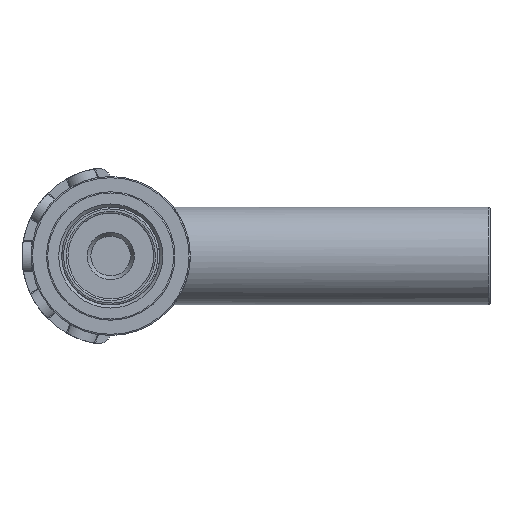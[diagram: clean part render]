
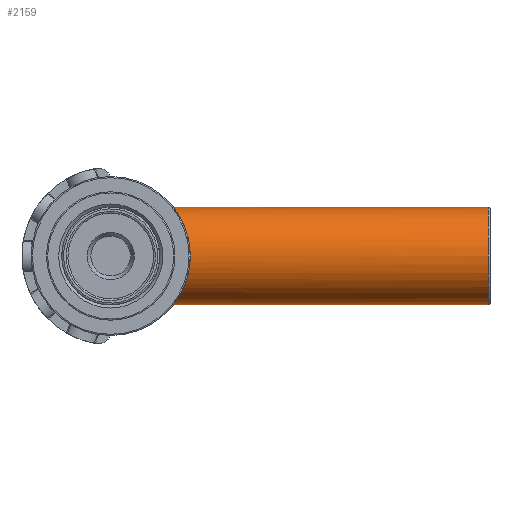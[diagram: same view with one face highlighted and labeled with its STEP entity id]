
A CAD part, front view. The second image highlights one B-rep face of the part: STEP entity #2159.
In plain terms, the highlighted cylindrical face has radius 8 mm (diameter 16 mm), a full revolution.
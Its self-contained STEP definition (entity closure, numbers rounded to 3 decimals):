
#33=B_SPLINE_CURVE_WITH_KNOTS('',3,(#3499,#3500,#3501,#3502,#3503,#3504,
#3505,#3506,#3507,#3508,#3509,#3510,#3511,#3512,#3513,#3514,#3515,#3516,
#3517),.UNSPECIFIED.,.F.,.F.,(4,2,2,2,3,2,2,2,4),(3.738,4.049,
4.359,4.672,4.984,5.297,5.61,
5.92,6.23),.UNSPECIFIED.);
#34=B_SPLINE_CURVE_WITH_KNOTS('',3,(#3519,#3520,#3521,#3522,#3523,#3524,
#3525,#3526,#3527,#3528),.UNSPECIFIED.,.F.,.F.,(4,2,2,2,4),(6.23,
6.541,6.851,7.164,7.476),
 .UNSPECIFIED.);
#35=B_SPLINE_CURVE_WITH_KNOTS('',3,(#3534,#3535,#3536,#3537,#3538,#3539,
#3540,#3541,#3542,#3543),.UNSPECIFIED.,.F.,.F.,(4,2,2,2,4),(7.476,
7.789,8.102,8.412,8.722),
 .UNSPECIFIED.);
#150=FACE_OUTER_BOUND('',#273,.T.);
#273=EDGE_LOOP('',(#1388,#1389,#1390,#1391,#1392,#1393,#1394));
#394=LINE('',#3530,#474);
#474=VECTOR('',#2731,8.);
#592=CIRCLE('',#2342,8.);
#593=CIRCLE('',#2343,8.);
#791=VERTEX_POINT('',#3497);
#792=VERTEX_POINT('',#3498);
#793=VERTEX_POINT('',#3518);
#794=VERTEX_POINT('',#3529);
#795=VERTEX_POINT('',#3531);
#1024=EDGE_CURVE('',#791,#792,#33,.T.);
#1025=EDGE_CURVE('',#792,#793,#34,.T.);
#1026=EDGE_CURVE('',#793,#794,#394,.T.);
#1027=EDGE_CURVE('',#794,#795,#592,.T.);
#1028=EDGE_CURVE('',#795,#794,#593,.T.);
#1029=EDGE_CURVE('',#793,#791,#35,.T.);
#1388=ORIENTED_EDGE('',*,*,#1024,.T.);
#1389=ORIENTED_EDGE('',*,*,#1025,.T.);
#1390=ORIENTED_EDGE('',*,*,#1026,.T.);
#1391=ORIENTED_EDGE('',*,*,#1027,.T.);
#1392=ORIENTED_EDGE('',*,*,#1028,.T.);
#1393=ORIENTED_EDGE('',*,*,#1026,.F.);
#1394=ORIENTED_EDGE('',*,*,#1029,.T.);
#1970=CYLINDRICAL_SURFACE('',#2341,8.);
#2159=ADVANCED_FACE('',(#150),#1970,.T.);
#2341=AXIS2_PLACEMENT_3D('',#3496,#2729,#2730);
#2342=AXIS2_PLACEMENT_3D('',#3532,#2732,#2733);
#2343=AXIS2_PLACEMENT_3D('',#3533,#2734,#2735);
#2729=DIRECTION('center_axis',(-1.,0.,0.));
#2730=DIRECTION('ref_axis',(0.,0.,-1.));
#2731=DIRECTION('',(1.,0.,0.));
#2732=DIRECTION('center_axis',(-1.,0.,0.));
#2733=DIRECTION('ref_axis',(0.,0.,-1.));
#2734=DIRECTION('center_axis',(-1.,0.,0.));
#2735=DIRECTION('ref_axis',(0.,0.,-1.));
#3496=CARTESIAN_POINT('Origin',(12.977,-0.449,30.));
#3497=CARTESIAN_POINT('',(17.977,-8.449,30.));
#3498=CARTESIAN_POINT('',(17.977,7.551,30.));
#3499=CARTESIAN_POINT('Ctrl Pts',(17.977,-8.449,30.));
#3500=CARTESIAN_POINT('Ctrl Pts',(17.977,-8.449,28.965));
#3501=CARTESIAN_POINT('Ctrl Pts',(17.843,-8.236,27.881));
#3502=CARTESIAN_POINT('Ctrl Pts',(17.361,-7.41,25.916));
#3503=CARTESIAN_POINT('Ctrl Pts',(17.017,-6.798,25.035));
#3504=CARTESIAN_POINT('Ctrl Pts',(16.345,-5.408,23.646));
#3505=CARTESIAN_POINT('Ctrl Pts',(15.967,-4.529,23.037));
#3506=CARTESIAN_POINT('Ctrl Pts',(15.4,-2.572,22.214));
#3507=CARTESIAN_POINT('Ctrl Pts',(15.224,-1.491,22.));
#3508=CARTESIAN_POINT('Ctrl Pts',(15.224,-0.449,22.));
#3509=CARTESIAN_POINT('Ctrl Pts',(15.224,0.593,22.));
#3510=CARTESIAN_POINT('Ctrl Pts',(15.4,1.674,22.214));
#3511=CARTESIAN_POINT('Ctrl Pts',(15.967,3.631,23.037));
#3512=CARTESIAN_POINT('Ctrl Pts',(16.345,4.511,23.646));
#3513=CARTESIAN_POINT('Ctrl Pts',(17.017,5.9,25.035));
#3514=CARTESIAN_POINT('Ctrl Pts',(17.361,6.512,25.916));
#3515=CARTESIAN_POINT('Ctrl Pts',(17.843,7.338,27.881));
#3516=CARTESIAN_POINT('Ctrl Pts',(17.977,7.551,28.965));
#3517=CARTESIAN_POINT('Ctrl Pts',(17.977,7.551,30.));
#3518=CARTESIAN_POINT('',(15.224,-0.449,38.));
#3519=CARTESIAN_POINT('Ctrl Pts',(17.977,7.551,30.));
#3520=CARTESIAN_POINT('Ctrl Pts',(17.977,7.551,31.035));
#3521=CARTESIAN_POINT('Ctrl Pts',(17.843,7.338,32.119));
#3522=CARTESIAN_POINT('Ctrl Pts',(17.361,6.512,34.084));
#3523=CARTESIAN_POINT('Ctrl Pts',(17.017,5.9,34.965));
#3524=CARTESIAN_POINT('Ctrl Pts',(16.345,4.511,36.354));
#3525=CARTESIAN_POINT('Ctrl Pts',(15.967,3.631,36.963));
#3526=CARTESIAN_POINT('Ctrl Pts',(15.4,1.674,37.786));
#3527=CARTESIAN_POINT('Ctrl Pts',(15.224,0.593,38.));
#3528=CARTESIAN_POINT('Ctrl Pts',(15.224,-0.449,38.));
#3529=CARTESIAN_POINT('',(66.677,-0.449,38.));
#3530=CARTESIAN_POINT('',(12.977,-0.449,38.));
#3531=CARTESIAN_POINT('',(66.677,-0.449,22.));
#3532=CARTESIAN_POINT('Origin',(66.677,-0.449,30.));
#3533=CARTESIAN_POINT('Origin',(66.677,-0.449,30.));
#3534=CARTESIAN_POINT('Ctrl Pts',(15.224,-0.449,38.));
#3535=CARTESIAN_POINT('Ctrl Pts',(15.224,-1.491,38.));
#3536=CARTESIAN_POINT('Ctrl Pts',(15.4,-2.572,37.786));
#3537=CARTESIAN_POINT('Ctrl Pts',(15.967,-4.529,36.963));
#3538=CARTESIAN_POINT('Ctrl Pts',(16.345,-5.408,36.354));
#3539=CARTESIAN_POINT('Ctrl Pts',(17.017,-6.798,34.965));
#3540=CARTESIAN_POINT('Ctrl Pts',(17.361,-7.41,34.084));
#3541=CARTESIAN_POINT('Ctrl Pts',(17.843,-8.236,32.119));
#3542=CARTESIAN_POINT('Ctrl Pts',(17.977,-8.449,31.035));
#3543=CARTESIAN_POINT('Ctrl Pts',(17.977,-8.449,30.));
